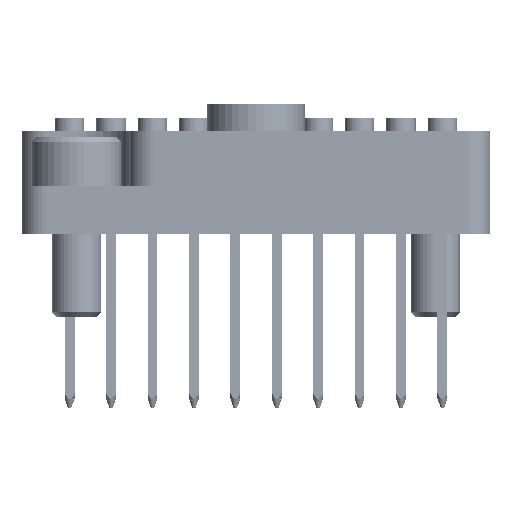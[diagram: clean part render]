
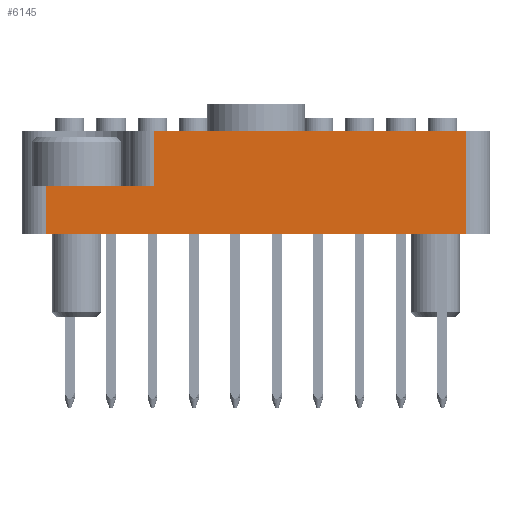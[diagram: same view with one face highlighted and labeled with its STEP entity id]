
A CAD part, front view. The second image highlights one B-rep face of the part: STEP entity #6145.
In plain terms, the highlighted face is planar.
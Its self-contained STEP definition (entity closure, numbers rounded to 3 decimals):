
#237 = VECTOR ( 'NONE', #41511, 1000. ) ;
#352 = DIRECTION ( 'NONE',  ( 1., 0., 0. ) ) ;
#564 = EDGE_CURVE ( 'NONE', #21596, #6614, #41537, .T. ) ;
#1330 = DIRECTION ( 'NONE',  ( 0., 0., -1. ) ) ;
#3411 = AXIS2_PLACEMENT_3D ( 'NONE', #31941, #352, #8188 ) ;
#3972 = EDGE_CURVE ( 'NONE', #28591, #40955, #33806, .T. ) ;
#4494 = PLANE ( 'NONE',  #3411 ) ;
#6145 = ADVANCED_FACE ( 'NONE', ( #11618 ), #4494, .T. ) ;
#6242 = CARTESIAN_POINT ( 'NONE',  ( 30., 6.35, -12.85 ) ) ;
#6614 = VERTEX_POINT ( 'NONE', #9877 ) ;
#6922 = DIRECTION ( 'NONE',  ( 0., 1., 0. ) ) ;
#8188 = DIRECTION ( 'NONE',  ( 0., 1., 0. ) ) ;
#8708 = EDGE_LOOP ( 'NONE', ( #29421, #38545, #36695, #34632, #18878, #36760 ) ) ;
#9877 = CARTESIAN_POINT ( 'NONE',  ( 30., 6.35, -12.85 ) ) ;
#9952 = CARTESIAN_POINT ( 'NONE',  ( 30., 2.95, 12.85 ) ) ;
#10819 = CARTESIAN_POINT ( 'NONE',  ( 30., 0., 14.35 ) ) ;
#11231 = EDGE_CURVE ( 'NONE', #19180, #40955, #11901, .T. ) ;
#11618 = FACE_OUTER_BOUND ( 'NONE', #8708, .T. ) ;
#11901 = LINE ( 'NONE', #19244, #40438 ) ;
#12195 = LINE ( 'NONE', #29053, #41951 ) ;
#13112 = CARTESIAN_POINT ( 'NONE',  ( 30., 0., 12.85 ) ) ;
#14741 = LINE ( 'NONE', #10819, #44585 ) ;
#16241 = CARTESIAN_POINT ( 'NONE',  ( 30., 2.95, 6.25 ) ) ;
#18878 = ORIENTED_EDGE ( 'NONE', *, *, #11231, .F. ) ;
#19180 = VERTEX_POINT ( 'NONE', #9952 ) ;
#19244 = CARTESIAN_POINT ( 'NONE',  ( 30., 2.95, 7.75 ) ) ;
#19252 = CARTESIAN_POINT ( 'NONE',  ( 30., 2.95, 6.25 ) ) ;
#20699 = EDGE_CURVE ( 'NONE', #19180, #23388, #34801, .T. ) ;
#21596 = VERTEX_POINT ( 'NONE', #26972 ) ;
#22583 = CARTESIAN_POINT ( 'NONE',  ( 30., 6.35, 6.25 ) ) ;
#23388 = VERTEX_POINT ( 'NONE', #33706 ) ;
#26260 = DIRECTION ( 'NONE',  ( 0., 0., -1. ) ) ;
#26848 = EDGE_CURVE ( 'NONE', #28591, #6614, #12195, .T. ) ;
#26972 = CARTESIAN_POINT ( 'NONE',  ( 30., 0., -12.85 ) ) ;
#27586 = VECTOR ( 'NONE', #44444, 1000. ) ;
#28591 = VERTEX_POINT ( 'NONE', #22583 ) ;
#29053 = CARTESIAN_POINT ( 'NONE',  ( 30., 6.35, 14.35 ) ) ;
#29421 = ORIENTED_EDGE ( 'NONE', *, *, #33705, .T. ) ;
#31941 = CARTESIAN_POINT ( 'NONE',  ( 30., 6.35, 14.35 ) ) ;
#33705 = EDGE_CURVE ( 'NONE', #23388, #21596, #14741, .T. ) ;
#33706 = CARTESIAN_POINT ( 'NONE',  ( 30., 0., 12.85 ) ) ;
#33806 = LINE ( 'NONE', #16241, #27586 ) ;
#34632 = ORIENTED_EDGE ( 'NONE', *, *, #3972, .T. ) ;
#34801 = LINE ( 'NONE', #13112, #237 ) ;
#35971 = DIRECTION ( 'NONE',  ( 0., 0., -1. ) ) ;
#36695 = ORIENTED_EDGE ( 'NONE', *, *, #26848, .F. ) ;
#36760 = ORIENTED_EDGE ( 'NONE', *, *, #20699, .T. ) ;
#38545 = ORIENTED_EDGE ( 'NONE', *, *, #564, .T. ) ;
#40438 = VECTOR ( 'NONE', #1330, 1000. ) ;
#40955 = VERTEX_POINT ( 'NONE', #19252 ) ;
#41511 = DIRECTION ( 'NONE',  ( 0., -1., 0. ) ) ;
#41537 = LINE ( 'NONE', #6242, #44091 ) ;
#41951 = VECTOR ( 'NONE', #26260, 1000. ) ;
#44091 = VECTOR ( 'NONE', #6922, 1000. ) ;
#44444 = DIRECTION ( 'NONE',  ( 0., -1., 0. ) ) ;
#44585 = VECTOR ( 'NONE', #35971, 1000. ) ;
